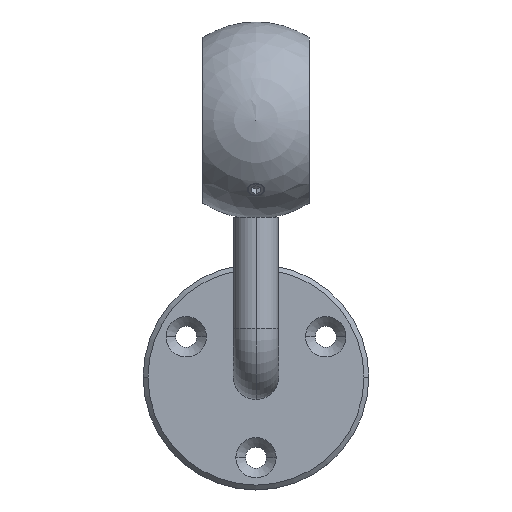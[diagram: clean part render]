
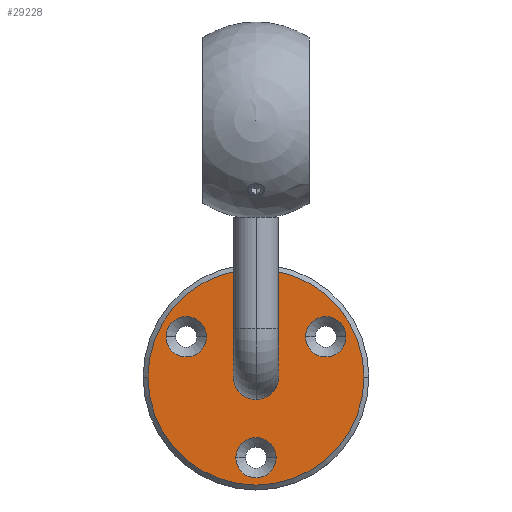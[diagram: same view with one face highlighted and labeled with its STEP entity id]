
A CAD part, top view. The second image highlights one B-rep face of the part: STEP entity #29228.
In plain terms, the highlighted planar face has unit normal (0, 0, 1).
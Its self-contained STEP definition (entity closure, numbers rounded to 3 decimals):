
#219 = PLANE ( 'NONE',  #20669 ) ;
#590 = CARTESIAN_POINT ( 'NONE',  ( -21.651, 12.5, 6. ) ) ;
#776 = CARTESIAN_POINT ( 'NONE',  ( 15.401, 12.5, 6. ) ) ;
#1119 = VERTEX_POINT ( 'NONE', #24276 ) ;
#1125 = AXIS2_PLACEMENT_3D ( 'NONE', #17915, #5354, #1814 ) ;
#1145 = EDGE_LOOP ( 'NONE', ( #30311, #2206 ) ) ;
#1329 = CARTESIAN_POINT ( 'NONE',  ( 6.25, -25., 6. ) ) ;
#1814 = DIRECTION ( 'NONE',  ( 1., 0., 0. ) ) ;
#1920 = AXIS2_PLACEMENT_3D ( 'NONE', #2513, #15777, #7804 ) ;
#2005 = CIRCLE ( 'NONE', #26772, 6.25 ) ;
#2206 = ORIENTED_EDGE ( 'NONE', *, *, #32135, .F. ) ;
#2408 = CIRCLE ( 'NONE', #1920, 33.5 ) ;
#2513 = CARTESIAN_POINT ( 'NONE',  ( 0., 0., 6. ) ) ;
#2539 = AXIS2_PLACEMENT_3D ( 'NONE', #27577, #5792, #24610 ) ;
#2683 = CARTESIAN_POINT ( 'NONE',  ( -27.901, 12.5, 6. ) ) ;
#2851 = DIRECTION ( 'NONE',  ( 0., 0., 1. ) ) ;
#3898 = EDGE_CURVE ( 'NONE', #28138, #1119, #5057, .T. ) ;
#5057 = CIRCLE ( 'NONE', #1125, 6.25 ) ;
#5180 = ORIENTED_EDGE ( 'NONE', *, *, #26201, .T. ) ;
#5354 = DIRECTION ( 'NONE',  ( 0., 0., 1. ) ) ;
#5561 = DIRECTION ( 'NONE',  ( 1., 0., 0. ) ) ;
#5758 = VERTEX_POINT ( 'NONE', #34297 ) ;
#5792 = DIRECTION ( 'NONE',  ( 0., 0., 1. ) ) ;
#6303 = AXIS2_PLACEMENT_3D ( 'NONE', #19621, #33235, #22348 ) ;
#7089 = ORIENTED_EDGE ( 'NONE', *, *, #27634, .F. ) ;
#7804 = DIRECTION ( 'NONE',  ( 1., 0., 0. ) ) ;
#8215 = DIRECTION ( 'NONE',  ( 0., 0., 1. ) ) ;
#8366 = VERTEX_POINT ( 'NONE', #1329 ) ;
#8378 = FACE_BOUND ( 'NONE', #9412, .T. ) ;
#8821 = CIRCLE ( 'NONE', #2539, 6.25 ) ;
#9412 = EDGE_LOOP ( 'NONE', ( #7089, #25381 ) ) ;
#10133 = VERTEX_POINT ( 'NONE', #17264 ) ;
#10145 = CARTESIAN_POINT ( 'NONE',  ( 0., -25., 6. ) ) ;
#10323 = EDGE_CURVE ( 'NONE', #1119, #28138, #11791, .T. ) ;
#10664 = CIRCLE ( 'NONE', #19837, 3.25 ) ;
#10746 = DIRECTION ( 'NONE',  ( 1., 0., 0. ) ) ;
#11373 = DIRECTION ( 'NONE',  ( 0., 0., 1. ) ) ;
#11791 = CIRCLE ( 'NONE', #14511, 6.25 ) ;
#12892 = CIRCLE ( 'NONE', #24281, 33.5 ) ;
#13164 = EDGE_CURVE ( 'NONE', #24125, #23655, #2005, .T. ) ;
#13380 = EDGE_CURVE ( 'NONE', #10133, #8366, #20504, .T. ) ;
#13510 = CARTESIAN_POINT ( 'NONE',  ( 0., 0., 6. ) ) ;
#13623 = EDGE_LOOP ( 'NONE', ( #22505, #16117 ) ) ;
#13764 = VERTEX_POINT ( 'NONE', #23429 ) ;
#14117 = EDGE_CURVE ( 'NONE', #14964, #5758, #12892, .T. ) ;
#14511 = AXIS2_PLACEMENT_3D ( 'NONE', #21606, #11373, #32515 ) ;
#14964 = VERTEX_POINT ( 'NONE', #34128 ) ;
#15192 = EDGE_LOOP ( 'NONE', ( #23272, #19241 ) ) ;
#15686 = EDGE_LOOP ( 'NONE', ( #34852, #5180 ) ) ;
#15777 = DIRECTION ( 'NONE',  ( 0., 0., 1. ) ) ;
#16117 = ORIENTED_EDGE ( 'NONE', *, *, #3898, .F. ) ;
#16848 = CARTESIAN_POINT ( 'NONE',  ( -21.651, 12.5, 6. ) ) ;
#17264 = CARTESIAN_POINT ( 'NONE',  ( -6.25, -25., 6. ) ) ;
#17848 = CARTESIAN_POINT ( 'NONE',  ( 3.25, 0., 6. ) ) ;
#17915 = CARTESIAN_POINT ( 'NONE',  ( 21.651, 12.5, 6. ) ) ;
#18163 = VERTEX_POINT ( 'NONE', #17848 ) ;
#18359 = CIRCLE ( 'NONE', #27000, 6.25 ) ;
#18546 = DIRECTION ( 'NONE',  ( 1., 0., 0. ) ) ;
#18629 = CARTESIAN_POINT ( 'NONE',  ( 0., 0., 6. ) ) ;
#18846 = EDGE_CURVE ( 'NONE', #13764, #18163, #10664, .T. ) ;
#19241 = ORIENTED_EDGE ( 'NONE', *, *, #13380, .F. ) ;
#19621 = CARTESIAN_POINT ( 'NONE',  ( 0., 0., 6. ) ) ;
#19837 = AXIS2_PLACEMENT_3D ( 'NONE', #18629, #26895, #10746 ) ;
#20504 = CIRCLE ( 'NONE', #33356, 6.25 ) ;
#20669 = AXIS2_PLACEMENT_3D ( 'NONE', #13510, #8215, #24339 ) ;
#21606 = CARTESIAN_POINT ( 'NONE',  ( 21.651, 12.5, 6. ) ) ;
#21857 = FACE_BOUND ( 'NONE', #15192, .T. ) ;
#21937 = EDGE_CURVE ( 'NONE', #8366, #10133, #8821, .T. ) ;
#22348 = DIRECTION ( 'NONE',  ( 1., 0., 0. ) ) ;
#22505 = ORIENTED_EDGE ( 'NONE', *, *, #10323, .F. ) ;
#23272 = ORIENTED_EDGE ( 'NONE', *, *, #21937, .F. ) ;
#23326 = CIRCLE ( 'NONE', #6303, 3.25 ) ;
#23429 = CARTESIAN_POINT ( 'NONE',  ( -3.25, 0., 6. ) ) ;
#23454 = CARTESIAN_POINT ( 'NONE',  ( -15.401, 12.5, 6. ) ) ;
#23655 = VERTEX_POINT ( 'NONE', #23454 ) ;
#24025 = FACE_BOUND ( 'NONE', #1145, .T. ) ;
#24125 = VERTEX_POINT ( 'NONE', #2683 ) ;
#24276 = CARTESIAN_POINT ( 'NONE',  ( 27.901, 12.5, 6. ) ) ;
#24281 = AXIS2_PLACEMENT_3D ( 'NONE', #26693, #34476, #18546 ) ;
#24339 = DIRECTION ( 'NONE',  ( 1., 0., 0. ) ) ;
#24610 = DIRECTION ( 'NONE',  ( 1., 0., 0. ) ) ;
#25381 = ORIENTED_EDGE ( 'NONE', *, *, #13164, .F. ) ;
#26157 = FACE_OUTER_BOUND ( 'NONE', #15686, .T. ) ;
#26201 = EDGE_CURVE ( 'NONE', #5758, #14964, #2408, .T. ) ;
#26693 = CARTESIAN_POINT ( 'NONE',  ( 0., 0., 6. ) ) ;
#26772 = AXIS2_PLACEMENT_3D ( 'NONE', #16848, #27736, #30576 ) ;
#26895 = DIRECTION ( 'NONE',  ( 0., 0., 1. ) ) ;
#27000 = AXIS2_PLACEMENT_3D ( 'NONE', #590, #33124, #27672 ) ;
#27577 = CARTESIAN_POINT ( 'NONE',  ( 0., -25., 6. ) ) ;
#27634 = EDGE_CURVE ( 'NONE', #23655, #24125, #18359, .T. ) ;
#27672 = DIRECTION ( 'NONE',  ( 1., 0., 0. ) ) ;
#27736 = DIRECTION ( 'NONE',  ( 0., 0., 1. ) ) ;
#28138 = VERTEX_POINT ( 'NONE', #776 ) ;
#29228 = ADVANCED_FACE ( 'NONE', ( #26157, #24025, #31165, #8378, #21857 ), #219, .T. ) ;
#30311 = ORIENTED_EDGE ( 'NONE', *, *, #18846, .F. ) ;
#30576 = DIRECTION ( 'NONE',  ( 1., 0., 0. ) ) ;
#31165 = FACE_BOUND ( 'NONE', #13623, .T. ) ;
#32135 = EDGE_CURVE ( 'NONE', #18163, #13764, #23326, .T. ) ;
#32515 = DIRECTION ( 'NONE',  ( 1., 0., 0. ) ) ;
#33124 = DIRECTION ( 'NONE',  ( 0., 0., 1. ) ) ;
#33235 = DIRECTION ( 'NONE',  ( 0., 0., 1. ) ) ;
#33356 = AXIS2_PLACEMENT_3D ( 'NONE', #10145, #2851, #5561 ) ;
#34128 = CARTESIAN_POINT ( 'NONE',  ( -33.5, 0., 6. ) ) ;
#34297 = CARTESIAN_POINT ( 'NONE',  ( 33.5, 0., 6. ) ) ;
#34476 = DIRECTION ( 'NONE',  ( 0., 0., 1. ) ) ;
#34852 = ORIENTED_EDGE ( 'NONE', *, *, #14117, .T. ) ;
